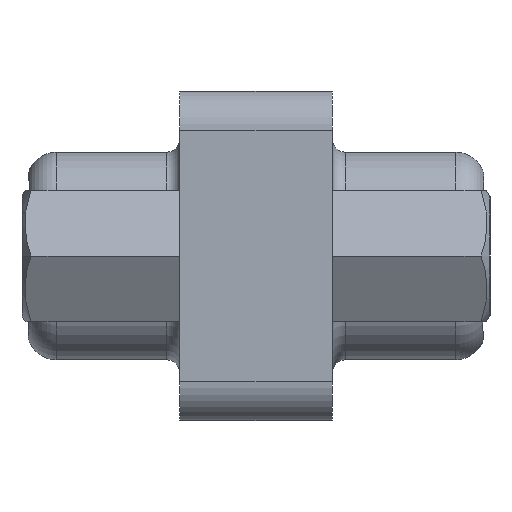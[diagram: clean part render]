
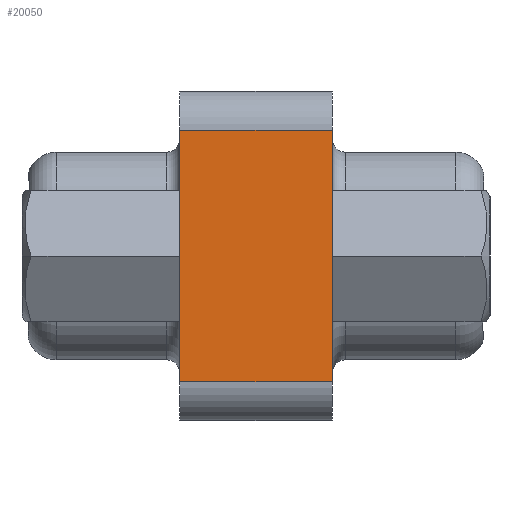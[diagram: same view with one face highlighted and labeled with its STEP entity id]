
A CAD part, left-side view. The second image highlights one B-rep face of the part: STEP entity #20050.
In plain terms, the highlighted face is planar.
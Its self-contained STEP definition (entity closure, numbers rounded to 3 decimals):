
#3140=CARTESIAN_POINT('',(-81.99,-125.035,16.03));
#3150=VERTEX_POINT('',#3140);
#3200=CARTESIAN_POINT('',(-81.99,86.126,16.03));
#3210=DIRECTION('',(0.,-1.,0.));
#3220=VECTOR('',#3210,1.);
#3230=LINE('',#3200,#3220);
#3240=CARTESIAN_POINT('',(-81.99,-134.585,16.03));
#3250=VERTEX_POINT('',#3240);
#3260=EDGE_CURVE('',#3150,#3250,#3230,.T.);
#19620=CARTESIAN_POINT('',(-81.99,-125.035,10.23));
#19630=VERTEX_POINT('',#19620);
#19660=CARTESIAN_POINT('',(-81.99,-125.035,-2.89)
);
#19670=DIRECTION('',(0.,0.,1.));
#19680=VECTOR('',#19670,1.);
#19690=LINE('',#19660,#19680);
#19700=EDGE_CURVE('',#19630,#3150,#19690,.T.);
#19820=CARTESIAN_POINT('',(-81.99,-125.535,10.99));
#19830=DIRECTION('',(-1.,0.,0.));
#19840=DIRECTION('',(0.,-1.,0.));
#19850=AXIS2_PLACEMENT_3D('',#19820,#19830,#19840);
#19860=PLANE('',#19850);
#19870=ORIENTED_EDGE('',*,*,#3260,.T.);
#19880=ORIENTED_EDGE('',*,*,#19700,.T.);
#19890=CARTESIAN_POINT('',(-81.99,86.126,10.23));
#19900=DIRECTION('',(0.,-1.,0.));
#19910=VECTOR('',#19900,1.);
#19920=LINE('',#19890,#19910);
#19930=CARTESIAN_POINT('',(-81.99,-134.585,10.23));
#19940=VERTEX_POINT('',#19930);
#19950=EDGE_CURVE('',#19630,#19940,#19920,.T.);
#19960=ORIENTED_EDGE('',*,*,#19950,.F.);
#19970=CARTESIAN_POINT('',(-81.99,-134.585,-2.89)
);
#19980=DIRECTION('',(0.,0.,-1.));
#19990=VECTOR('',#19980,1.);
#20000=LINE('',#19970,#19990);
#20010=EDGE_CURVE('',#3250,#19940,#20000,.T.);
#20020=ORIENTED_EDGE('',*,*,#20010,.T.);
#20030=EDGE_LOOP('',(#20020,#19960,#19880,#19870));
#20040=FACE_OUTER_BOUND('',#20030,.T.);
#20050=ADVANCED_FACE('',(#20040),#19860,.F.);
